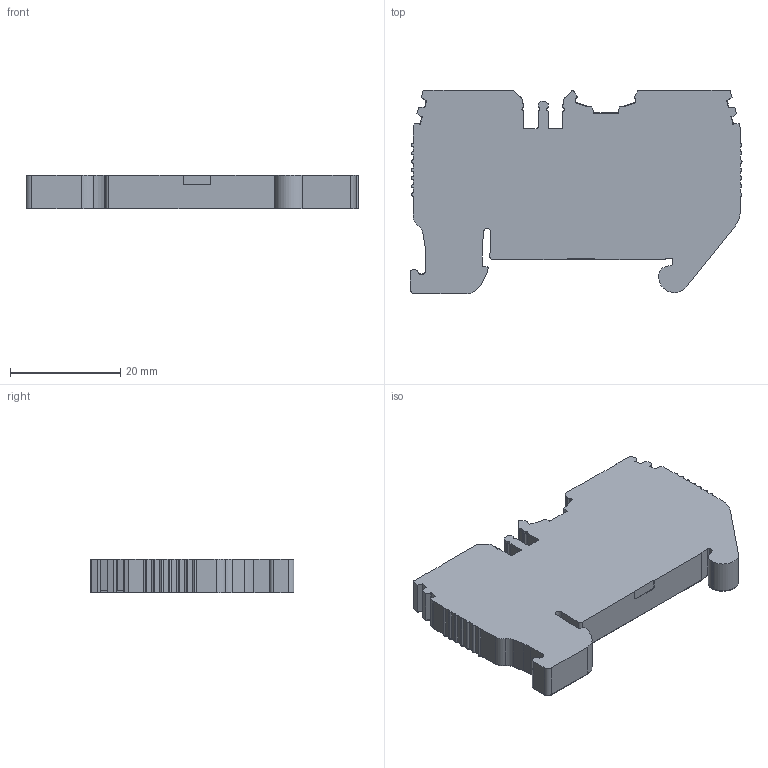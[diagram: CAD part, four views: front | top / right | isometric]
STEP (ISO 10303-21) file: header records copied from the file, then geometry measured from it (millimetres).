
FILE_DESCRIPTION (( 'STEP AP214' ), '1' );
FILE_NAME ('SRD_4.STP', '2018-11-21T07:30:56', ( '' ), ( '' ), 'SwSTEP 2.0', 'SolidWorks 2019', '' );
FILE_SCHEMA (( 'AUTOMOTIVE_DESIGN' ));
Length unit declared in the file: millimetre
Products named in the file (1): SRD_4
Bounding box: 60.35 x 37.07 x 6.15 mm (x, y, z)
Volume: 11046.6 mm3; surface area: 5180.7 mm2
Topology: 1 solids, 1 shells, 526 faces, 1543 edges, 1026 vertices
Faces by surface type: plane 298, cylinder 228
Entity records: 22619 total; most frequent: CARTESIAN_POINT 3174, ORIENTED_EDGE 3086, DIRECTION 3014, EDGE_CURVE 1543, VECTOR 1082, LINE 1082, VERTEX_POINT 1026, AXIS2_PLACEMENT_3D 966
